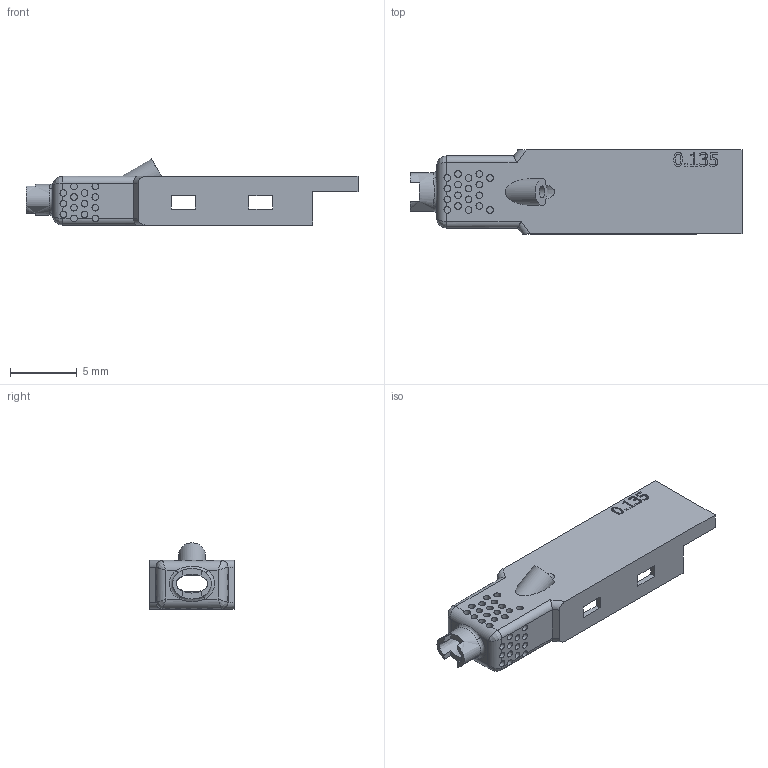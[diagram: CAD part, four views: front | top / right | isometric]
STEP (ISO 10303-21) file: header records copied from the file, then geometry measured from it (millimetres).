
FILE_DESCRIPTION(/* description */ (''),/* implementation_level */ '2;1');
FILE_NAME(/* name */ 'np2_main_chassisCHv2_2.stp',/* time_stamp */ '2025-10-12T15:01:09-06:00',/* author */ ('chris'),/* organization */ (''),/* preprocessor_version */ 'ST-DEVELOPER v20.1',/* originating_system */ 'Autodesk Inventor 2026',/* authorisation */ '');
FILE_SCHEMA (('AUTOMOTIVE_DESIGN { 1 0 10303 214 3 1 1 }'));
Length unit declared in the file: millimetre
Products named in the file (1): np2_main_chassisCHv2_2
Bounding box: 24.9 x 6.3 x 4.96 mm (x, y, z)
Volume: 200.8 mm3; surface area: 721.1 mm2
Topology: 1 solids, 1 shells, 327 faces, 829 edges, 577 vertices
Faces by surface type: plane 165, cylinder 101, bspline 60, cone 1
Full cylindrical faces by diameter (mm): 0.5 x71, 0.9 x1
Entity records: 11073 total; most frequent: CARTESIAN_POINT 3477, ORIENTED_EDGE 1598, DIRECTION 1410, EDGE_CURVE 799, VERTEX_POINT 523, AXIS2_PLACEMENT_3D 493, LINE 424, VECTOR 424
